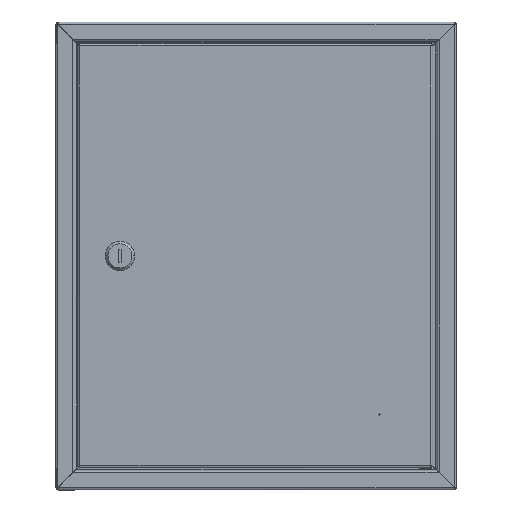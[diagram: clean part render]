
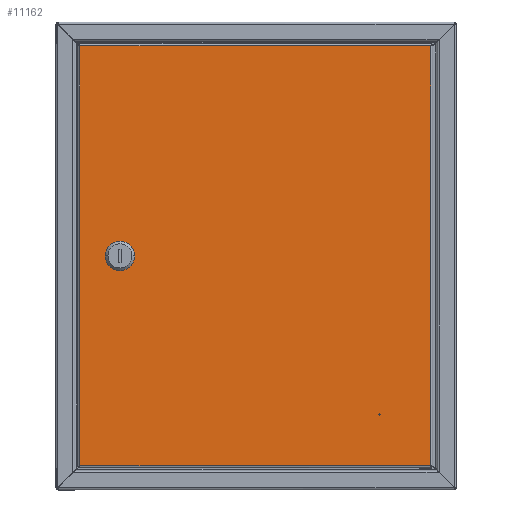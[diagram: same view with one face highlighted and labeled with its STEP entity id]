
A CAD part, top view. The second image highlights one B-rep face of the part: STEP entity #11162.
In plain terms, the highlighted planar face has unit normal (0, 0, 1).
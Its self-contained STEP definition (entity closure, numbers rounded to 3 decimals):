
#113 = CARTESIAN_POINT ( 'NONE',  ( -216.728, -63.163, 0. ) ) ;
#339 = DIRECTION ( 'NONE',  ( 1., 0., 0. ) ) ;
#1024 = ORIENTED_EDGE ( 'NONE', *, *, #9627, .F. ) ;
#1538 = ORIENTED_EDGE ( 'NONE', *, *, #9793, .T. ) ;
#1595 = VERTEX_POINT ( 'NONE', #2277 ) ;
#1961 = CARTESIAN_POINT ( 'NONE',  ( -216.728, 251.037, 0. ) ) ;
#2277 = CARTESIAN_POINT ( 'NONE',  ( -195.228, 97.586, 0. ) ) ;
#2411 = DIRECTION ( 'NONE',  ( 0., 0., 1. ) ) ;
#2725 = FACE_OUTER_BOUND ( 'NONE', #14168, .T. ) ;
#3896 = CIRCLE ( 'NONE', #10907, 9.25 ) ;
#4487 = ORIENTED_EDGE ( 'NONE', *, *, #20190, .F. ) ;
#4512 = PLANE ( 'NONE',  #9216 ) ;
#4832 = VECTOR ( 'NONE', #20471, 1000. ) ;
#5309 = AXIS2_PLACEMENT_3D ( 'NONE', #16570, #13978, #22342 ) ;
#5411 = CIRCLE ( 'NONE', #20718, 9.25 ) ;
#5915 = CARTESIAN_POINT ( 'NONE',  ( -186.728, 93.937, 0. ) ) ;
#6727 = FACE_BOUND ( 'NONE', #26201, .T. ) ;
#6936 = CARTESIAN_POINT ( 'NONE',  ( -178.228, 97.586, 0. ) ) ;
#7178 = CARTESIAN_POINT ( 'NONE',  ( 45.772, 251.037, 0. ) ) ;
#7276 = LINE ( 'NONE', #19718, #8410 ) ;
#7959 = DIRECTION ( 'NONE',  ( 1., 0., 0. ) ) ;
#8054 = CARTESIAN_POINT ( 'NONE',  ( -178.228, 90.288, 0. ) ) ;
#8301 = LINE ( 'NONE', #9932, #4832 ) ;
#8410 = VECTOR ( 'NONE', #15579, 1000. ) ;
#8737 = DIRECTION ( 'NONE',  ( 0., -1., 0. ) ) ;
#8775 = VERTEX_POINT ( 'NONE', #14804 ) ;
#9124 = EDGE_CURVE ( 'NONE', #24132, #21548, #3896, .T. ) ;
#9216 = AXIS2_PLACEMENT_3D ( 'NONE', #113, #25312, #21339 ) ;
#9253 = LINE ( 'NONE', #23876, #13506 ) ;
#9382 = DIRECTION ( 'NONE',  ( 0., -1., 0. ) ) ;
#9627 = EDGE_CURVE ( 'NONE', #18169, #19373, #17444, .T. ) ;
#9793 = EDGE_CURVE ( 'NONE', #9970, #19350, #9253, .T. ) ;
#9932 = CARTESIAN_POINT ( 'NONE',  ( -216.728, -63.163, 0. ) ) ;
#9970 = VERTEX_POINT ( 'NONE', #1961 ) ;
#10076 = ORIENTED_EDGE ( 'NONE', *, *, #11528, .F. ) ;
#10243 = EDGE_CURVE ( 'NONE', #8775, #22105, #17953, .T. ) ;
#10907 = AXIS2_PLACEMENT_3D ( 'NONE', #5915, #14381, #14108 ) ;
#11162 = ADVANCED_FACE ( 'NONE', ( #11216, #6727, #2725 ), #4512, .T. ) ;
#11216 = FACE_BOUND ( 'NONE', #14471, .T. ) ;
#11528 = EDGE_CURVE ( 'NONE', #1595, #24132, #19117, .T. ) ;
#11577 = CARTESIAN_POINT ( 'NONE',  ( 7.872, -24.763, 0. ) ) ;
#13013 = EDGE_CURVE ( 'NONE', #19350, #8775, #8301, .T. ) ;
#13304 = EDGE_CURVE ( 'NONE', #22105, #9970, #23602, .T. ) ;
#13506 = VECTOR ( 'NONE', #9382, 1000. ) ;
#13978 = DIRECTION ( 'NONE',  ( 0., 0., 1. ) ) ;
#14108 = DIRECTION ( 'NONE',  ( 1., 0., 0. ) ) ;
#14168 = EDGE_LOOP ( 'NONE', ( #1538, #18310, #16688, #19696 ) ) ;
#14381 = DIRECTION ( 'NONE',  ( 0., 0., 1. ) ) ;
#14471 = EDGE_LOOP ( 'NONE', ( #1024, #4487 ) ) ;
#14625 = CARTESIAN_POINT ( 'NONE',  ( -186.728, 93.937, 0. ) ) ;
#14695 = CARTESIAN_POINT ( 'NONE',  ( -216.728, 251.037, 0. ) ) ;
#14804 = CARTESIAN_POINT ( 'NONE',  ( 45.772, -63.163, 0. ) ) ;
#14957 = CARTESIAN_POINT ( 'NONE',  ( 45.772, 251.037, 0. ) ) ;
#15252 = AXIS2_PLACEMENT_3D ( 'NONE', #17316, #2411, #339 ) ;
#15579 = DIRECTION ( 'NONE',  ( 0., 1., 0. ) ) ;
#16570 = CARTESIAN_POINT ( 'NONE',  ( 7.372, -24.763, 0. ) ) ;
#16688 = ORIENTED_EDGE ( 'NONE', *, *, #10243, .T. ) ;
#17033 = VECTOR ( 'NONE', #26145, 1000. ) ;
#17106 = CIRCLE ( 'NONE', #5309, 0.5 ) ;
#17302 = ORIENTED_EDGE ( 'NONE', *, *, #9124, .F. ) ;
#17316 = CARTESIAN_POINT ( 'NONE',  ( 7.372, -24.763, 0. ) ) ;
#17444 = CIRCLE ( 'NONE', #15252, 0.5 ) ;
#17953 = LINE ( 'NONE', #7178, #17033 ) ;
#18169 = VERTEX_POINT ( 'NONE', #11577 ) ;
#18310 = ORIENTED_EDGE ( 'NONE', *, *, #13013, .T. ) ;
#18705 = CARTESIAN_POINT ( 'NONE',  ( -195.228, 90.288, 0. ) ) ;
#19117 = LINE ( 'NONE', #19260, #24069 ) ;
#19260 = CARTESIAN_POINT ( 'NONE',  ( -195.228, 97.586, 0. ) ) ;
#19350 = VERTEX_POINT ( 'NONE', #24628 ) ;
#19373 = VERTEX_POINT ( 'NONE', #22707 ) ;
#19696 = ORIENTED_EDGE ( 'NONE', *, *, #13304, .T. ) ;
#19718 = CARTESIAN_POINT ( 'NONE',  ( -178.228, 97.586, 0. ) ) ;
#20190 = EDGE_CURVE ( 'NONE', #19373, #18169, #17106, .T. ) ;
#20372 = EDGE_CURVE ( 'NONE', #21548, #25183, #7276, .T. ) ;
#20471 = DIRECTION ( 'NONE',  ( 1., 0., 0. ) ) ;
#20718 = AXIS2_PLACEMENT_3D ( 'NONE', #14625, #22850, #7959 ) ;
#21339 = DIRECTION ( 'NONE',  ( 1., 0., 0. ) ) ;
#21548 = VERTEX_POINT ( 'NONE', #8054 ) ;
#22105 = VERTEX_POINT ( 'NONE', #14957 ) ;
#22342 = DIRECTION ( 'NONE',  ( 1., 0., 0. ) ) ;
#22651 = ORIENTED_EDGE ( 'NONE', *, *, #20372, .F. ) ;
#22707 = CARTESIAN_POINT ( 'NONE',  ( 6.872, -24.763, 0. ) ) ;
#22850 = DIRECTION ( 'NONE',  ( 0., 0., 1. ) ) ;
#22868 = EDGE_CURVE ( 'NONE', #25183, #1595, #5411, .T. ) ;
#23058 = DIRECTION ( 'NONE',  ( -1., 0., 0. ) ) ;
#23192 = VECTOR ( 'NONE', #23058, 1000. ) ;
#23602 = LINE ( 'NONE', #14695, #23192 ) ;
#23876 = CARTESIAN_POINT ( 'NONE',  ( -216.728, 251.037, 0. ) ) ;
#24069 = VECTOR ( 'NONE', #8737, 1000. ) ;
#24132 = VERTEX_POINT ( 'NONE', #18705 ) ;
#24628 = CARTESIAN_POINT ( 'NONE',  ( -216.728, -63.163, 0. ) ) ;
#25183 = VERTEX_POINT ( 'NONE', #6936 ) ;
#25312 = DIRECTION ( 'NONE',  ( 0., 0., 1. ) ) ;
#26120 = ORIENTED_EDGE ( 'NONE', *, *, #22868, .F. ) ;
#26145 = DIRECTION ( 'NONE',  ( 0., 1., 0. ) ) ;
#26201 = EDGE_LOOP ( 'NONE', ( #17302, #10076, #26120, #22651 ) ) ;
